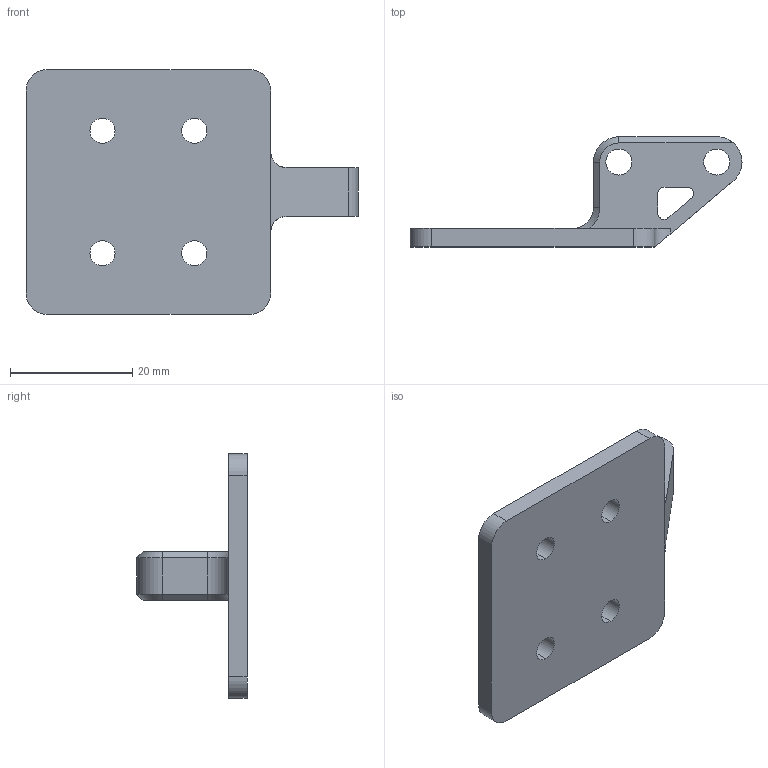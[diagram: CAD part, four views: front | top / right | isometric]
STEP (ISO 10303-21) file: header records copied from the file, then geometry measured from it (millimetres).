
FILE_DESCRIPTION (( 'STEP AP203' ), '1' );
FILE_NAME ('CB-002-005- Large Servo Motor Mount.STEP', '2023-07-09T14:25:32', ( '' ), ( '' ), 'SwSTEP 2.0', 'SolidWorks 2023', '' );
FILE_SCHEMA (( 'CONFIG_CONTROL_DESIGN' ));
Length unit declared in the file: millimetre
Products named in the file (1): CB-002-005- Large Servo Motor Mount
Bounding box: 54.25 x 18 x 40 mm (x, y, z)
Volume: 6710.8 mm3; surface area: 4905.8 mm2
Topology: 1 solids, 1 shells, 47 faces, 127 edges, 82 vertices
Faces by surface type: cylinder 24, plane 19, cone 4
Entity records: 1602 total; most frequent: CARTESIAN_POINT 283, DIRECTION 267, ORIENTED_EDGE 254, EDGE_CURVE 127, AXIS2_PLACEMENT_3D 98, VERTEX_POINT 82, VECTOR 71, LINE 71
